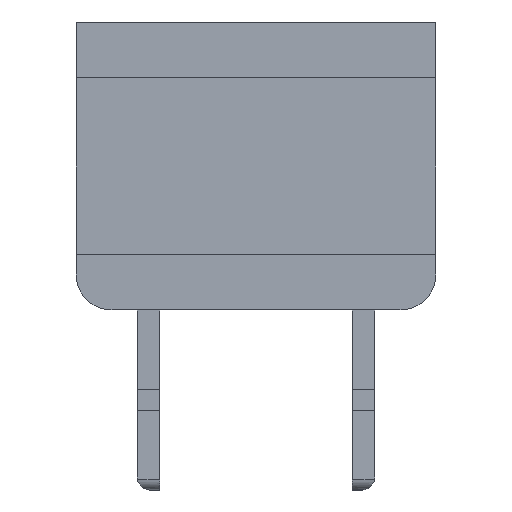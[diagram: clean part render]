
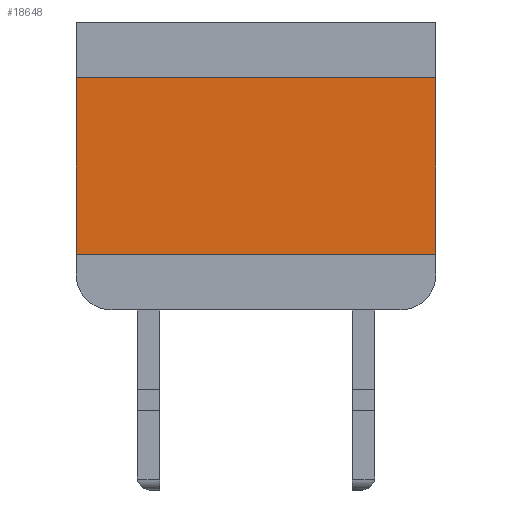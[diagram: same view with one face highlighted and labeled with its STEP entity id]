
A CAD part, left-side view. The second image highlights one B-rep face of the part: STEP entity #18648.
In plain terms, the highlighted planar face has unit normal (-1, 0, 0).
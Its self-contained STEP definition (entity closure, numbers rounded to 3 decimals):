
#18389=CARTESIAN_POINT('',(-45.4,5.0,1.55));
#18390=VERTEX_POINT('',#18389);
#18397=CARTESIAN_POINT('',(-45.4,5.0,6.45));
#18398=VERTEX_POINT('',#18397);
#18399=CARTESIAN_POINT('',(-45.4,5.0,1.55));
#18400=DIRECTION('',(0.0,0.0,1.0));
#18401=VECTOR('',#18400,4.9);
#18402=LINE('',#18399,#18401);
#18403=EDGE_CURVE('',#18390,#18398,#18402,.T.);
#18581=CARTESIAN_POINT('',(-45.4,-5.0,6.45));
#18582=VERTEX_POINT('',#18581);
#18589=CARTESIAN_POINT('',(-45.4,-5.0,1.55));
#18590=VERTEX_POINT('',#18589);
#18591=CARTESIAN_POINT('',(-45.4,-5.0,6.45));
#18592=DIRECTION('',(0.0,0.0,-1.0));
#18593=VECTOR('',#18592,4.9);
#18594=LINE('',#18591,#18593);
#18595=EDGE_CURVE('',#18582,#18590,#18594,.T.);
#18612=CARTESIAN_POINT('',(-45.4,5.0,1.55));
#18613=DIRECTION('',(0.0,-1.0,0.0));
#18614=VECTOR('',#18613,10.0);
#18615=LINE('',#18612,#18614);
#18616=EDGE_CURVE('',#18390,#18590,#18615,.T.);
#18632=CARTESIAN_POINT('',(-45.4,-5.5,1.305));
#18633=DIRECTION('',(-1.0,0.0,0.0));
#18634=DIRECTION('',(0.0,0.0,1.0));
#18635=AXIS2_PLACEMENT_3D('',#18632,#18633,#18634);
#18636=PLANE('',#18635);
#18637=ORIENTED_EDGE('',*,*,#18595,.F.);
#18638=CARTESIAN_POINT('',(-45.4,5.0,6.45));
#18639=DIRECTION('',(0.0,-1.0,0.0));
#18640=VECTOR('',#18639,10.0);
#18641=LINE('',#18638,#18640);
#18642=EDGE_CURVE('',#18398,#18582,#18641,.T.);
#18643=ORIENTED_EDGE('',*,*,#18642,.F.);
#18644=ORIENTED_EDGE('',*,*,#18403,.F.);
#18645=ORIENTED_EDGE('',*,*,#18616,.T.);
#18646=EDGE_LOOP('',(#18637,#18643,#18644,#18645));
#18647=FACE_OUTER_BOUND('',#18646,.T.);
#18648=ADVANCED_FACE('',(#18647),#18636,.T.);
